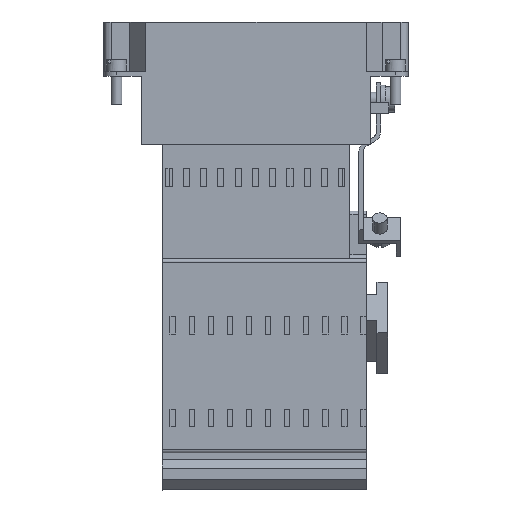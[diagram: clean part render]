
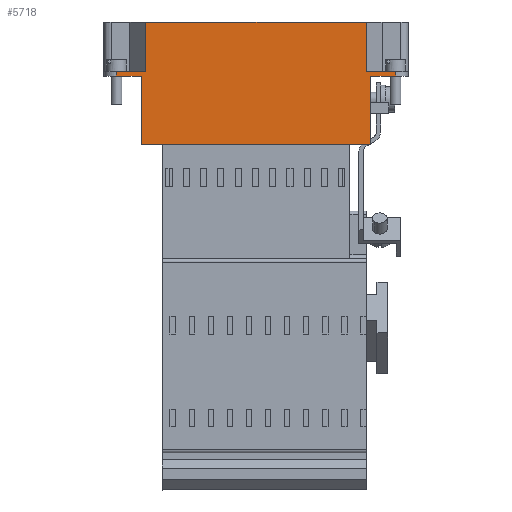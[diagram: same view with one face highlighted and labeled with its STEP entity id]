
A CAD part, top view. The second image highlights one B-rep face of the part: STEP entity #5718.
In plain terms, the highlighted planar face has unit normal (0, 0, 1).
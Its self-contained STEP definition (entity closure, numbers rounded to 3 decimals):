
#2246=FACE_OUTER_BOUND('',#13924,.T.);
#5718=ADVANCED_FACE('',(#2246),#8785,.T.);
#8785=PLANE('',#70043);
#13924=EDGE_LOOP('',(#25928,#25929,#25930,#25931,#25932,#25933,#25934,#25935,
#25936,#25937,#25938,#25939));
#25928=ORIENTED_EDGE('',*,*,#46825,.F.);
#25929=ORIENTED_EDGE('',*,*,#46826,.T.);
#25930=ORIENTED_EDGE('',*,*,#46827,.T.);
#25931=ORIENTED_EDGE('',*,*,#46765,.T.);
#25932=ORIENTED_EDGE('',*,*,#46743,.T.);
#25933=ORIENTED_EDGE('',*,*,#46741,.T.);
#25934=ORIENTED_EDGE('',*,*,#46788,.T.);
#25935=ORIENTED_EDGE('',*,*,#46738,.T.);
#25936=ORIENTED_EDGE('',*,*,#46736,.T.);
#25937=ORIENTED_EDGE('',*,*,#46733,.T.);
#25938=ORIENTED_EDGE('',*,*,#46798,.T.);
#25939=ORIENTED_EDGE('',*,*,#46801,.F.);
#38917=VERTEX_POINT('',#101500);
#38918=VERTEX_POINT('',#101501);
#38919=VERTEX_POINT('',#101506);
#38920=VERTEX_POINT('',#101510);
#38921=VERTEX_POINT('',#101514);
#38922=VERTEX_POINT('',#101516);
#38923=VERTEX_POINT('',#101520);
#38938=VERTEX_POINT('',#101564);
#38953=VERTEX_POINT('',#101624);
#38955=VERTEX_POINT('',#101631);
#38971=VERTEX_POINT('',#101681);
#38972=VERTEX_POINT('',#101683);
#46733=EDGE_CURVE('',#38917,#38918,#55312,.T.);
#46736=EDGE_CURVE('',#38919,#38917,#55313,.T.);
#46738=EDGE_CURVE('',#38920,#38919,#55315,.T.);
#46741=EDGE_CURVE('',#38922,#38921,#55318,.T.);
#46743=EDGE_CURVE('',#38923,#38922,#55320,.T.);
#46765=EDGE_CURVE('',#38938,#38923,#55337,.T.);
#46788=EDGE_CURVE('',#38921,#38920,#55353,.T.);
#46798=EDGE_CURVE('',#38918,#38953,#55361,.T.);
#46801=EDGE_CURVE('',#38955,#38953,#55364,.T.);
#46825=EDGE_CURVE('',#38971,#38955,#55386,.T.);
#46826=EDGE_CURVE('',#38971,#38972,#55387,.T.);
#46827=EDGE_CURVE('',#38972,#38938,#55388,.T.);
#55312=LINE('',#101499,#63843);
#55313=LINE('',#101505,#63844);
#55315=LINE('',#101509,#63846);
#55318=LINE('',#101515,#63849);
#55320=LINE('',#101519,#63851);
#55337=LINE('',#101563,#63868);
#55353=LINE('',#101606,#63884);
#55361=LINE('',#101625,#63892);
#55364=LINE('',#101630,#63895);
#55386=LINE('',#101680,#63917);
#55387=LINE('',#101682,#63918);
#55388=LINE('',#101684,#63919);
#63843=VECTOR('',#81185,1.);
#63844=VECTOR('',#81192,1.);
#63846=VECTOR('',#81196,1.);
#63849=VECTOR('',#81201,1.);
#63851=VECTOR('',#81205,1.);
#63868=VECTOR('',#81246,1.);
#63884=VECTOR('',#81294,1.);
#63892=VECTOR('',#81314,1.);
#63895=VECTOR('',#81319,1.);
#63917=VECTOR('',#81365,1.);
#63918=VECTOR('',#81366,1.);
#63919=VECTOR('',#81367,1.);
#70043=AXIS2_PLACEMENT_3D('',#101685,#81368,#81369);
#81185=DIRECTION('',(0.,-1.,0.));
#81192=DIRECTION('',(-1.,0.,0.));
#81196=DIRECTION('',(0.,-1.,0.));
#81201=DIRECTION('',(0.,1.,0.));
#81205=DIRECTION('',(-1.,0.,0.));
#81246=DIRECTION('',(0.,1.,0.));
#81294=DIRECTION('',(-1.,0.,0.));
#81314=DIRECTION('',(1.,0.,0.));
#81319=DIRECTION('',(0.,1.,0.));
#81365=DIRECTION('',(-1.,0.,0.));
#81366=DIRECTION('',(0.,1.,0.));
#81367=DIRECTION('',(1.,0.,0.));
#81368=DIRECTION('',(0.,0.,1.));
#81369=DIRECTION('',(-1.,0.,0.));
#101499=CARTESIAN_POINT('',(-38.752,1.2,16.998));
#101500=CARTESIAN_POINT('',(-38.752,1.2,16.998));
#101501=CARTESIAN_POINT('',(-38.752,0.,16.998));
#101505=CARTESIAN_POINT('',(-30.652,1.2,16.998));
#101506=CARTESIAN_POINT('',(-30.652,1.2,16.998));
#101509=CARTESIAN_POINT('',(-30.652,15.,16.998));
#101510=CARTESIAN_POINT('',(-30.652,15.,16.998));
#101514=CARTESIAN_POINT('',(30.648,15.,17.));
#101515=CARTESIAN_POINT('',(30.648,1.2,17.));
#101516=CARTESIAN_POINT('',(30.648,1.2,17.));
#101519=CARTESIAN_POINT('',(38.748,1.2,17.));
#101520=CARTESIAN_POINT('',(38.748,1.2,17.));
#101563=CARTESIAN_POINT('',(38.748,0.,17.));
#101564=CARTESIAN_POINT('',(38.748,0.,17.));
#101606=CARTESIAN_POINT('',(30.648,15.,17.));
#101624=CARTESIAN_POINT('',(-31.852,0.,16.998));
#101625=CARTESIAN_POINT('',(-38.752,0.,16.998));
#101630=CARTESIAN_POINT('',(-31.852,-18.9,16.998));
#101631=CARTESIAN_POINT('',(-31.852,-18.9,16.998));
#101680=CARTESIAN_POINT('',(31.848,-18.9,17.));
#101681=CARTESIAN_POINT('',(31.848,-18.9,17.));
#101682=CARTESIAN_POINT('',(31.848,-18.9,17.));
#101683=CARTESIAN_POINT('',(31.848,0.,17.));
#101684=CARTESIAN_POINT('',(31.848,0.,17.));
#101685=CARTESIAN_POINT('',(-0.002,-1.95,16.999));
